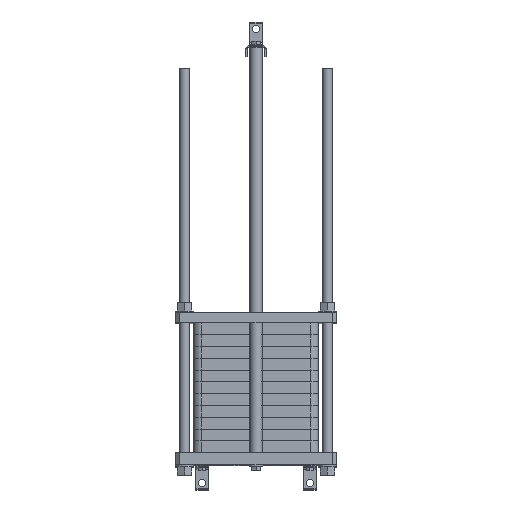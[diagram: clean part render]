
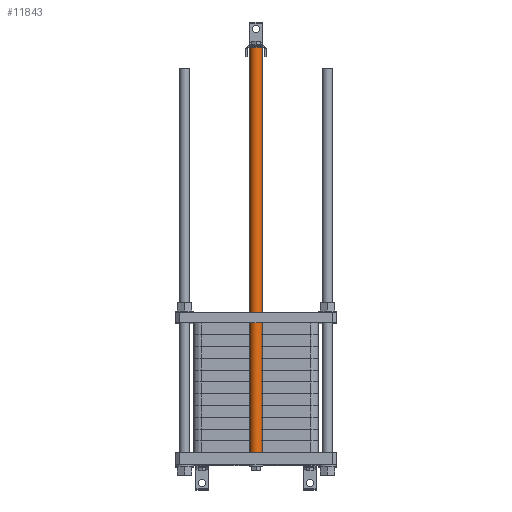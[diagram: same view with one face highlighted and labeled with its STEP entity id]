
A CAD part, top view. The second image highlights one B-rep face of the part: STEP entity #11843.
In plain terms, the highlighted cylindrical face has radius 15 mm (diameter 30 mm), a full revolution.
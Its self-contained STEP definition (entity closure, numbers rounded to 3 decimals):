
#4468=FACE_BOUND('',#5462,.T.);
#4703=CYLINDRICAL_SURFACE('',#12418,15.);
#4921=FACE_OUTER_BOUND('',#5461,.T.);
#5461=EDGE_LOOP('',(#9302));
#5462=EDGE_LOOP('',(#9303));
#6147=CIRCLE('',#12343,15.);
#6175=CIRCLE('',#12419,15.);
#6945=VERTEX_POINT('',#17632);
#7021=VERTEX_POINT('',#17873);
#7811=EDGE_CURVE('',#6945,#6945,#6147,.T.);
#7928=EDGE_CURVE('',#7021,#7021,#6175,.T.);
#9302=ORIENTED_EDGE('',*,*,#7928,.F.);
#9303=ORIENTED_EDGE('',*,*,#7811,.T.);
#11843=ADVANCED_FACE('',(#4921,#4468),#4703,.T.);
#12343=AXIS2_PLACEMENT_3D('',#17633,#13711,#13712);
#12418=AXIS2_PLACEMENT_3D('',#17872,#13950,#13951);
#12419=AXIS2_PLACEMENT_3D('',#17874,#13952,#13953);
#13711=DIRECTION('center_axis',(0.,-1.,0.));
#13712=DIRECTION('ref_axis',(-1.,0.,0.));
#13950=DIRECTION('center_axis',(0.,1.,0.));
#13951=DIRECTION('ref_axis',(-1.,0.,0.));
#13952=DIRECTION('center_axis',(0.,-1.,0.));
#13953=DIRECTION('ref_axis',(-1.,0.,0.));
#17632=CARTESIAN_POINT('',(15.,997.,885.5));
#17633=CARTESIAN_POINT('Origin',(0.,997.,885.5));
#17872=CARTESIAN_POINT('Origin',(0.,0.,
885.5));
#17873=CARTESIAN_POINT('',(15.,0.,885.5));
#17874=CARTESIAN_POINT('Origin',(0.,0.,
885.5));
